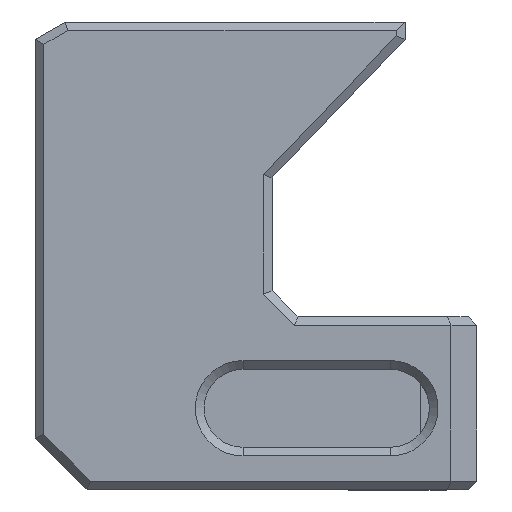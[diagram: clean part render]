
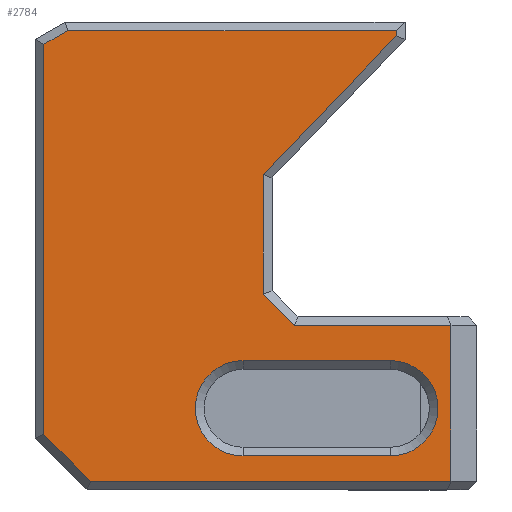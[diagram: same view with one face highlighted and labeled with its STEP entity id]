
A CAD part, front view. The second image highlights one B-rep face of the part: STEP entity #2784.
In plain terms, the highlighted planar face has unit normal (0, -1, 0).
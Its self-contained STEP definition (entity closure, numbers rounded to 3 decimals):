
#20 = ORIENTED_EDGE ( 'NONE', *, *, #897, .T. ) ;
#45 = ORIENTED_EDGE ( 'NONE', *, *, #186, .T. ) ;
#53 = VERTEX_POINT ( 'NONE', #329 ) ;
#90 = ORIENTED_EDGE ( 'NONE', *, *, #540, .T. ) ;
#186 = EDGE_CURVE ( 'NONE', #2754, #2645, #3195, .T. ) ;
#217 = DIRECTION ( 'NONE',  ( 0., 1., 0. ) ) ;
#228 = LINE ( 'NONE', #2147, #2986 ) ;
#235 = VECTOR ( 'NONE', #2604, 1000. ) ;
#237 = EDGE_CURVE ( 'NONE', #3167, #53, #927, .T. ) ;
#262 = CARTESIAN_POINT ( 'NONE',  ( -2.9, 17., -11.598 ) ) ;
#329 = CARTESIAN_POINT ( 'NONE',  ( -25.484, 17., 5. ) ) ;
#383 = VERTEX_POINT ( 'NONE', #2997 ) ;
#428 = VERTEX_POINT ( 'NONE', #4046 ) ;
#444 = ORIENTED_EDGE ( 'NONE', *, *, #3737, .T. ) ;
#486 = CARTESIAN_POINT ( 'NONE',  ( 12.45, 17., 6. ) ) ;
#508 = CARTESIAN_POINT ( 'NONE',  ( 18.25, 17., -33.071 ) ) ;
#540 = EDGE_CURVE ( 'NONE', #3909, #2046, #3636, .T. ) ;
#549 = ORIENTED_EDGE ( 'NONE', *, *, #3536, .T. ) ;
#583 = VERTEX_POINT ( 'NONE', #2574 ) ;
#597 = CARTESIAN_POINT ( 'NONE',  ( -5.25, 17., -38.571 ) ) ;
#602 = CARTESIAN_POINT ( 'NONE',  ( 18.75, 17., -47. ) ) ;
#669 = ORIENTED_EDGE ( 'NONE', *, *, #237, .T. ) ;
#693 = CARTESIAN_POINT ( 'NONE',  ( -1.793, 17., -68.043 ) ) ;
#722 = VECTOR ( 'NONE', #1002, 1000. ) ;
#746 = PLANE ( 'NONE',  #2383 ) ;
#789 = CARTESIAN_POINT ( 'NONE',  ( -2.9, 17., -48. ) ) ;
#842 = VERTEX_POINT ( 'NONE', #2808 ) ;
#857 = EDGE_CURVE ( 'NONE', #936, #2754, #228, .T. ) ;
#863 = CARTESIAN_POINT ( 'NONE',  ( -2.607, 17., -25.707 ) ) ;
#897 = EDGE_CURVE ( 'NONE', #2645, #842, #4023, .T. ) ;
#925 = ORIENTED_EDGE ( 'NONE', *, *, #1621, .T. ) ;
#927 = LINE ( 'NONE', #1896, #1178 ) ;
#928 = CARTESIAN_POINT ( 'NONE',  ( 18.75, 17., -28. ) ) ;
#936 = VERTEX_POINT ( 'NONE', #2116 ) ;
#1002 = DIRECTION ( 'NONE',  ( 0.707, 0., -0.707 ) ) ;
#1020 = LINE ( 'NONE', #2270, #235 ) ;
#1048 = EDGE_CURVE ( 'NONE', #3653, #3909, #3135, .T. ) ;
#1161 = FACE_BOUND ( 'NONE', #2480, .T. ) ;
#1178 = VECTOR ( 'NONE', #3430, 1000. ) ;
#1244 = EDGE_CURVE ( 'NONE', #428, #3653, #1883, .T. ) ;
#1463 = DIRECTION ( 'NONE',  ( 0., -1., 0. ) ) ;
#1523 = DIRECTION ( 'NONE',  ( -1., 0., 0. ) ) ;
#1540 = CARTESIAN_POINT ( 'NONE',  ( -5.25, 17., -44.071 ) ) ;
#1621 = EDGE_CURVE ( 'NONE', #53, #936, #2838, .T. ) ;
#1726 = VECTOR ( 'NONE', #1813, 1000. ) ;
#1733 = LINE ( 'NONE', #2999, #2805 ) ;
#1741 = VECTOR ( 'NONE', #3369, 1000. ) ;
#1768 = CARTESIAN_POINT ( 'NONE',  ( 18.25, 17., -48. ) ) ;
#1788 = CARTESIAN_POINT ( 'NONE',  ( 12.45, 17., 5. ) ) ;
#1813 = DIRECTION ( 'NONE',  ( 1., 0., 0. ) ) ;
#1842 = DIRECTION ( 'NONE',  ( 0., 1., 0. ) ) ;
#1860 = DIRECTION ( 'NONE',  ( -0.868, 0., -0.496 ) ) ;
#1883 = LINE ( 'NONE', #1540, #3446 ) ;
#1896 = CARTESIAN_POINT ( 'NONE',  ( 18.25, 17., 5. ) ) ;
#1948 = AXIS2_PLACEMENT_3D ( 'NONE', #597, #1842, #2075 ) ;
#2010 = ORIENTED_EDGE ( 'NONE', *, *, #2789, .T. ) ;
#2046 = VERTEX_POINT ( 'NONE', #3420 ) ;
#2075 = DIRECTION ( 'NONE',  ( 0., 0., -1. ) ) ;
#2111 = DIRECTION ( 'NONE',  ( 0., 0., -1. ) ) ;
#2116 = CARTESIAN_POINT ( 'NONE',  ( -28.25, 17., 3.42 ) ) ;
#2147 = CARTESIAN_POINT ( 'NONE',  ( -28.25, 17., -42. ) ) ;
#2181 = DIRECTION ( 'NONE',  ( 0., 0., 1. ) ) ;
#2270 = CARTESIAN_POINT ( 'NONE',  ( 1.1, 17., -29. ) ) ;
#2344 = VERTEX_POINT ( 'NONE', #262 ) ;
#2383 = AXIS2_PLACEMENT_3D ( 'NONE', #1768, #1463, #3563 ) ;
#2420 = DIRECTION ( 'NONE',  ( 0.692, 0., 0.722 ) ) ;
#2461 = ORIENTED_EDGE ( 'NONE', *, *, #857, .T. ) ;
#2480 = EDGE_LOOP ( 'NONE', ( #3625, #2541, #3279, #90 ) ) ;
#2502 = EDGE_CURVE ( 'NONE', #383, #3033, #1020, .T. ) ;
#2508 = VECTOR ( 'NONE', #1860, 1000. ) ;
#2541 = ORIENTED_EDGE ( 'NONE', *, *, #1244, .T. ) ;
#2574 = CARTESIAN_POINT ( 'NONE',  ( 12.45, 17., 4.402 ) ) ;
#2588 = ORIENTED_EDGE ( 'NONE', *, *, #3456, .T. ) ;
#2604 = DIRECTION ( 'NONE',  ( -1., 0., 0. ) ) ;
#2626 = CARTESIAN_POINT ( 'NONE',  ( -5.25, 17., -44.071 ) ) ;
#2645 = VERTEX_POINT ( 'NONE', #3986 ) ;
#2729 = DIRECTION ( 'NONE',  ( 0., 0., 1. ) ) ;
#2741 = VECTOR ( 'NONE', #3056, 1000. ) ;
#2748 = CIRCLE ( 'NONE', #3657, 5.5 ) ;
#2754 = VERTEX_POINT ( 'NONE', #3939 ) ;
#2784 = ADVANCED_FACE ( 'NONE', ( #1161, #3338 ), #746, .T. ) ;
#2789 = EDGE_CURVE ( 'NONE', #2958, #2344, #3920, .T. ) ;
#2798 = CARTESIAN_POINT ( 'NONE',  ( -5.25, 17., -33.071 ) ) ;
#2805 = VECTOR ( 'NONE', #2420, 1000. ) ;
#2808 = CARTESIAN_POINT ( 'NONE',  ( 18.75, 17., -47. ) ) ;
#2838 = LINE ( 'NONE', #2858, #2508 ) ;
#2858 = CARTESIAN_POINT ( 'NONE',  ( -15.346, 17., 10.793 ) ) ;
#2958 = VERTEX_POINT ( 'NONE', #2989 ) ;
#2986 = VECTOR ( 'NONE', #3689, 1000. ) ;
#2989 = CARTESIAN_POINT ( 'NONE',  ( -2.9, 17., -25.414 ) ) ;
#2997 = CARTESIAN_POINT ( 'NONE',  ( 18.75, 17., -29. ) ) ;
#2999 = CARTESIAN_POINT ( 'NONE',  ( -10.949, 17., -19.987 ) ) ;
#3033 = VERTEX_POINT ( 'NONE', #3922 ) ;
#3056 = DIRECTION ( 'NONE',  ( 0., 0., 1. ) ) ;
#3057 = VECTOR ( 'NONE', #2181, 1000. ) ;
#3106 = DIRECTION ( 'NONE',  ( 1., 0., 0. ) ) ;
#3135 = CIRCLE ( 'NONE', #1948, 5.5 ) ;
#3149 = ORIENTED_EDGE ( 'NONE', *, *, #2502, .T. ) ;
#3163 = VECTOR ( 'NONE', #2729, 1000. ) ;
#3167 = VERTEX_POINT ( 'NONE', #1788 ) ;
#3193 = EDGE_LOOP ( 'NONE', ( #45, #20, #549, #3149, #2588, #2010, #444, #3409, #669, #925, #2461 ) ) ;
#3195 = LINE ( 'NONE', #693, #722 ) ;
#3279 = ORIENTED_EDGE ( 'NONE', *, *, #1048, .T. ) ;
#3303 = LINE ( 'NONE', #486, #2741 ) ;
#3338 = FACE_OUTER_BOUND ( 'NONE', #3193, .T. ) ;
#3345 = CARTESIAN_POINT ( 'NONE',  ( 11.75, 17., -38.571 ) ) ;
#3369 = DIRECTION ( 'NONE',  ( -0.707, 0., 0.707 ) ) ;
#3409 = ORIENTED_EDGE ( 'NONE', *, *, #3728, .T. ) ;
#3420 = CARTESIAN_POINT ( 'NONE',  ( 11.75, 17., -33.071 ) ) ;
#3430 = DIRECTION ( 'NONE',  ( -1., 0., 0. ) ) ;
#3446 = VECTOR ( 'NONE', #1523, 1000. ) ;
#3456 = EDGE_CURVE ( 'NONE', #3033, #2958, #3684, .T. ) ;
#3506 = VECTOR ( 'NONE', #3106, 1000. ) ;
#3536 = EDGE_CURVE ( 'NONE', #842, #383, #3727, .T. ) ;
#3563 = DIRECTION ( 'NONE',  ( 0., 0., -1. ) ) ;
#3625 = ORIENTED_EDGE ( 'NONE', *, *, #3801, .T. ) ;
#3636 = LINE ( 'NONE', #508, #1726 ) ;
#3653 = VERTEX_POINT ( 'NONE', #2626 ) ;
#3657 = AXIS2_PLACEMENT_3D ( 'NONE', #3345, #217, #2111 ) ;
#3684 = LINE ( 'NONE', #863, #1741 ) ;
#3689 = DIRECTION ( 'NONE',  ( 0., 0., -1. ) ) ;
#3727 = LINE ( 'NONE', #928, #3057 ) ;
#3728 = EDGE_CURVE ( 'NONE', #583, #3167, #3303, .T. ) ;
#3737 = EDGE_CURVE ( 'NONE', #2344, #583, #1733, .T. ) ;
#3801 = EDGE_CURVE ( 'NONE', #2046, #428, #2748, .T. ) ;
#3909 = VERTEX_POINT ( 'NONE', #2798 ) ;
#3920 = LINE ( 'NONE', #789, #3163 ) ;
#3922 = CARTESIAN_POINT ( 'NONE',  ( 0.686, 17., -29. ) ) ;
#3939 = CARTESIAN_POINT ( 'NONE',  ( -28.25, 17., -41.586 ) ) ;
#3986 = CARTESIAN_POINT ( 'NONE',  ( -22.836, 17., -47. ) ) ;
#4023 = LINE ( 'NONE', #602, #3506 ) ;
#4046 = CARTESIAN_POINT ( 'NONE',  ( 11.75, 17., -44.071 ) ) ;
